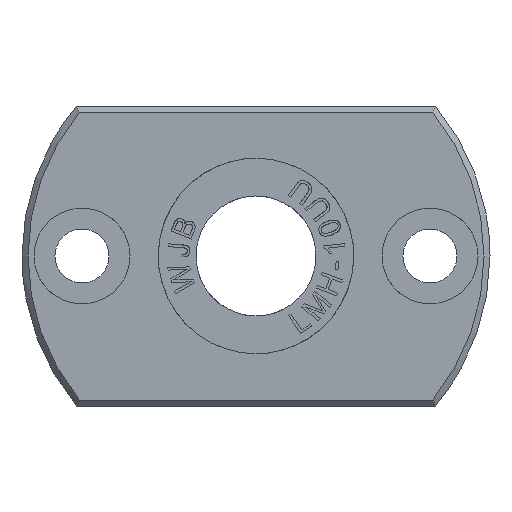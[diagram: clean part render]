
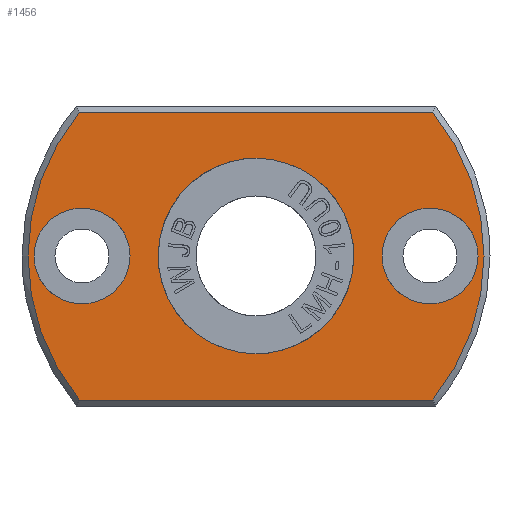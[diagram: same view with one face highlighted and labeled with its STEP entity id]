
A CAD part, left-side view. The second image highlights one B-rep face of the part: STEP entity #1456.
In plain terms, the highlighted planar face has unit normal (-1, 0, 0).
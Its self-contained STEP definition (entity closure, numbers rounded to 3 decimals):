
#218=PLANE('',#6016);
#442=FACE_BOUND('',#2101,.T.);
#443=FACE_BOUND('',#2102,.T.);
#444=FACE_BOUND('',#2103,.T.);
#445=FACE_BOUND('',#2104,.T.);
#1456=ADVANCED_FACE('',(#442,#443,#444,#445),#218,.T.);
#2101=EDGE_LOOP('',(#2616,#2617,#2618,#2619));
#2102=EDGE_LOOP('',(#2620,#2621));
#2103=EDGE_LOOP('',(#2622,#2623));
#2104=EDGE_LOOP('',(#2624,#2625));
#2475=CIRCLE('',#6011,19.);
#2476=CIRCLE('',#6015,19.);
#2616=ORIENTED_EDGE('',*,*,#4842,.T.);
#2617=ORIENTED_EDGE('',*,*,#4843,.F.);
#2618=ORIENTED_EDGE('',*,*,#4753,.T.);
#2619=ORIENTED_EDGE('',*,*,#4844,.F.);
#2620=ORIENTED_EDGE('',*,*,#4845,.T.);
#2621=ORIENTED_EDGE('',*,*,#4846,.T.);
#2622=ORIENTED_EDGE('',*,*,#4847,.F.);
#2623=ORIENTED_EDGE('',*,*,#4848,.F.);
#2624=ORIENTED_EDGE('',*,*,#4849,.F.);
#2625=ORIENTED_EDGE('',*,*,#4850,.F.);
#4189=VERTEX_POINT('',#7441);
#4190=VERTEX_POINT('',#7443);
#4278=VERTEX_POINT('',#7876);
#4279=VERTEX_POINT('',#7877);
#4280=VERTEX_POINT('',#7896);
#4281=VERTEX_POINT('',#7897);
#4282=VERTEX_POINT('',#7918);
#4283=VERTEX_POINT('',#7919);
#4284=VERTEX_POINT('',#7940);
#4285=VERTEX_POINT('',#7941);
#4753=EDGE_CURVE('',#4190,#4189,#2475,.T.);
#4842=EDGE_CURVE('',#4278,#4279,#2476,.T.);
#4843=EDGE_CURVE('',#4190,#4279,#5617,.T.);
#4844=EDGE_CURVE('',#4278,#4189,#5618,.T.);
#4845=EDGE_CURVE('',#4280,#4281,#5619,.T.);
#4846=EDGE_CURVE('',#4281,#4280,#5620,.T.);
#4847=EDGE_CURVE('',#4282,#4283,#5621,.T.);
#4848=EDGE_CURVE('',#4283,#4282,#5622,.T.);
#4849=EDGE_CURVE('',#4284,#4285,#5623,.T.);
#4850=EDGE_CURVE('',#4285,#4284,#5624,.T.);
#5617=B_SPLINE_CURVE_WITH_KNOTS('',3,(#7878,#7879,#7880,#7881),.UNSPECIFIED.,
 .F.,.F.,(4,4),(0.,1.),.UNSPECIFIED.);
#5618=B_SPLINE_CURVE_WITH_KNOTS('',3,(#7882,#7883,#7884,#7885),.UNSPECIFIED.,
 .F.,.F.,(4,4),(0.,1.),.UNSPECIFIED.);
#5619=B_SPLINE_CURVE_WITH_KNOTS('',3,(#7886,#7887,#7888,#7889,#7890,#7891,
#7892,#7893,#7894,#7895),.UNSPECIFIED.,.F.,.F.,(4,2,2,2,4),(0.,0.25,0.5,
0.75,1.),.UNSPECIFIED.);
#5620=B_SPLINE_CURVE_WITH_KNOTS('',3,(#7898,#7899,#7900,#7901,#7902,#7903,
#7904,#7905,#7906,#7907),.UNSPECIFIED.,.F.,.F.,(4,2,2,2,4),(0.,0.25,0.5,
0.75,1.),.UNSPECIFIED.);
#5621=B_SPLINE_CURVE_WITH_KNOTS('',3,(#7908,#7909,#7910,#7911,#7912,#7913,
#7914,#7915,#7916,#7917),.UNSPECIFIED.,.F.,.F.,(4,2,2,2,4),(0.,0.25,0.5,
0.75,1.),.UNSPECIFIED.);
#5622=B_SPLINE_CURVE_WITH_KNOTS('',3,(#7920,#7921,#7922,#7923,#7924,#7925,
#7926,#7927,#7928,#7929),.UNSPECIFIED.,.F.,.F.,(4,2,2,2,4),(0.,0.25,0.5,
0.75,1.),.UNSPECIFIED.);
#5623=B_SPLINE_CURVE_WITH_KNOTS('',3,(#7930,#7931,#7932,#7933,#7934,#7935,
#7936,#7937,#7938,#7939),.UNSPECIFIED.,.F.,.F.,(4,2,2,2,4),(0.,0.25,0.5,
0.75,1.),.UNSPECIFIED.);
#5624=B_SPLINE_CURVE_WITH_KNOTS('',3,(#7942,#7943,#7944,#7945,#7946,#7947,
#7948,#7949,#7950,#7951),.UNSPECIFIED.,.F.,.F.,(4,2,2,2,4),(0.,0.25,0.5,
0.75,1.),.UNSPECIFIED.);
#6011=AXIS2_PLACEMENT_3D('',#7442,#6315,#6316);
#6015=AXIS2_PLACEMENT_3D('',#7875,#6378,#6379);
#6016=AXIS2_PLACEMENT_3D('',#7952,#6380,#6381);
#6315=DIRECTION('',(-1.,0.,0.));
#6316=DIRECTION('',(0.,0.,1.));
#6378=DIRECTION('',(-1.,0.,0.));
#6379=DIRECTION('',(0.,0.,1.));
#6380=DIRECTION('',(-1.,0.,0.));
#6381=DIRECTION('',(0.,0.,1.));
#7441=CARTESIAN_POINT('',(0.,14.731,-12.));
#7442=CARTESIAN_POINT('',(0.,0.,0.));
#7443=CARTESIAN_POINT('',(0.,14.731,12.));
#7875=CARTESIAN_POINT('',(0.,0.,0.));
#7876=CARTESIAN_POINT('',(0.,-14.731,-12.));
#7877=CARTESIAN_POINT('',(0.,-14.731,12.));
#7878=CARTESIAN_POINT('',(0.,14.731,12.));
#7879=CARTESIAN_POINT('',(0.,4.91,12.));
#7880=CARTESIAN_POINT('',(0.,-4.91,12.));
#7881=CARTESIAN_POINT('',(0.,-14.731,12.));
#7882=CARTESIAN_POINT('',(0.,-14.731,-12.));
#7883=CARTESIAN_POINT('',(0.,-4.91,-12.));
#7884=CARTESIAN_POINT('',(0.,4.91,-12.));
#7885=CARTESIAN_POINT('',(0.,14.731,-12.));
#7886=CARTESIAN_POINT('',(0.,0.,-8.15));
#7887=CARTESIAN_POINT('',(0.,2.141,-8.15));
#7888=CARTESIAN_POINT('',(0.,4.25,-7.275));
#7889=CARTESIAN_POINT('',(0.,7.276,-4.25));
#7890=CARTESIAN_POINT('',(0.,8.15,-2.139));
#7891=CARTESIAN_POINT('',(0.,8.15,2.139));
#7892=CARTESIAN_POINT('',(0.,7.275,4.25));
#7893=CARTESIAN_POINT('',(0.,4.25,7.276));
#7894=CARTESIAN_POINT('',(0.,2.143,8.15));
#7895=CARTESIAN_POINT('',(0.,0.,8.15));
#7896=CARTESIAN_POINT('',(0.,0.,-8.15));
#7897=CARTESIAN_POINT('',(0.,0.,8.15));
#7898=CARTESIAN_POINT('',(0.,0.,8.15));
#7899=CARTESIAN_POINT('',(0.,-2.141,8.15));
#7900=CARTESIAN_POINT('',(0.,-4.25,7.275));
#7901=CARTESIAN_POINT('',(0.,-7.276,4.25));
#7902=CARTESIAN_POINT('',(0.,-8.15,2.139));
#7903=CARTESIAN_POINT('',(0.,-8.15,-2.139));
#7904=CARTESIAN_POINT('',(0.,-7.275,-4.25));
#7905=CARTESIAN_POINT('',(0.,-4.25,-7.276));
#7906=CARTESIAN_POINT('',(0.,-2.143,-8.15));
#7907=CARTESIAN_POINT('',(0.,0.,-8.15));
#7908=CARTESIAN_POINT('',(0.,10.5,0.));
#7909=CARTESIAN_POINT('',(0.,10.5,1.047));
#7910=CARTESIAN_POINT('',(0.,10.931,2.088));
#7911=CARTESIAN_POINT('',(0.,12.412,3.569));
#7912=CARTESIAN_POINT('',(0.,13.453,4.));
#7913=CARTESIAN_POINT('',(0.,15.547,4.));
#7914=CARTESIAN_POINT('',(0.,16.588,3.569));
#7915=CARTESIAN_POINT('',(0.,18.069,2.088));
#7916=CARTESIAN_POINT('',(0.,18.5,1.047));
#7917=CARTESIAN_POINT('',(0.,18.5,0.));
#7918=CARTESIAN_POINT('',(0.,10.5,0.));
#7919=CARTESIAN_POINT('',(0.,18.5,0.));
#7920=CARTESIAN_POINT('',(0.,18.5,0.));
#7921=CARTESIAN_POINT('',(0.,18.5,-1.047));
#7922=CARTESIAN_POINT('',(0.,18.069,-2.088));
#7923=CARTESIAN_POINT('',(0.,16.588,-3.569));
#7924=CARTESIAN_POINT('',(0.,15.547,-4.));
#7925=CARTESIAN_POINT('',(0.,13.453,-4.));
#7926=CARTESIAN_POINT('',(0.,12.412,-3.569));
#7927=CARTESIAN_POINT('',(0.,10.931,-2.088));
#7928=CARTESIAN_POINT('',(0.,10.5,-1.047));
#7929=CARTESIAN_POINT('',(0.,10.5,0.));
#7930=CARTESIAN_POINT('',(0.,-18.5,0.));
#7931=CARTESIAN_POINT('',(0.,-18.5,1.047));
#7932=CARTESIAN_POINT('',(0.,-18.069,2.088));
#7933=CARTESIAN_POINT('',(0.,-16.588,3.569));
#7934=CARTESIAN_POINT('',(0.,-15.547,4.));
#7935=CARTESIAN_POINT('',(0.,-13.453,4.));
#7936=CARTESIAN_POINT('',(0.,-12.412,3.569));
#7937=CARTESIAN_POINT('',(0.,-10.931,2.088));
#7938=CARTESIAN_POINT('',(0.,-10.5,1.047));
#7939=CARTESIAN_POINT('',(0.,-10.5,0.));
#7940=CARTESIAN_POINT('',(0.,-18.5,0.));
#7941=CARTESIAN_POINT('',(0.,-10.5,0.));
#7942=CARTESIAN_POINT('',(0.,-10.5,0.));
#7943=CARTESIAN_POINT('',(0.,-10.5,-1.047));
#7944=CARTESIAN_POINT('',(0.,-10.931,-2.088));
#7945=CARTESIAN_POINT('',(0.,-12.412,-3.569));
#7946=CARTESIAN_POINT('',(0.,-13.453,-4.));
#7947=CARTESIAN_POINT('',(0.,-15.547,-4.));
#7948=CARTESIAN_POINT('',(0.,-16.588,-3.569));
#7949=CARTESIAN_POINT('',(0.,-18.069,-2.088));
#7950=CARTESIAN_POINT('',(0.,-18.5,-1.047));
#7951=CARTESIAN_POINT('',(0.,-18.5,0.));
#7952=CARTESIAN_POINT('',(0.,-19.38,-19.));
